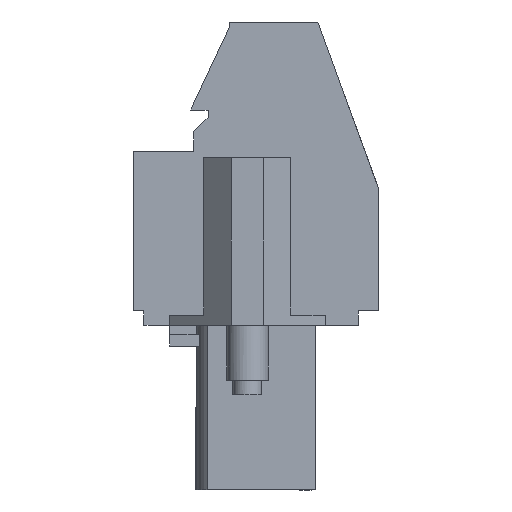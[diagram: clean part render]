
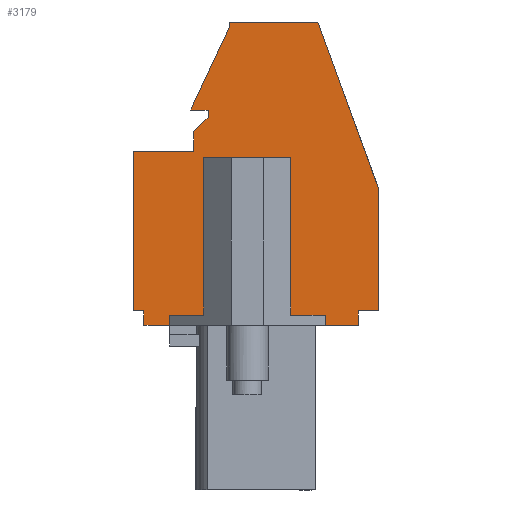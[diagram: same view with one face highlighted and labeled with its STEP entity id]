
A CAD part, left-side view. The second image highlights one B-rep face of the part: STEP entity #3179.
In plain terms, the highlighted planar face has unit normal (-1, 0, 0).
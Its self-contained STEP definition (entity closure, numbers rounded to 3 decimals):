
#1239=AXIS2_PLACEMENT_3D('Plane Axis2P3D',#1236,#1237,#1238) ;
#107=CARTESIAN_POINT('Line Origine',(3.47,1.782,7.95)) ;
#111=CARTESIAN_POINT('Vertex',(3.47,2.58,7.95)) ;
#113=CARTESIAN_POINT('Vertex',(3.47,0.983,7.95)) ;
#148=CARTESIAN_POINT('Vertex',(3.47,10.08,7.95)) ;
#151=CARTESIAN_POINT('Line Origine',(3.47,10.705,7.95)) ;
#155=CARTESIAN_POINT('Vertex',(3.47,11.33,7.95)) ;
#1236=CARTESIAN_POINT('Axis2P3D Location',(3.47,0.,0.)) ;
#3035=CARTESIAN_POINT('Line Origine',(3.47,0.983,8.3)) ;
#3039=CARTESIAN_POINT('Vertex',(3.47,0.983,8.65)) ;
#3042=CARTESIAN_POINT('Line Origine',(3.47,0.492,8.65)) ;
#3046=CARTESIAN_POINT('Vertex',(3.47,0.,8.65)) ;
#3049=CARTESIAN_POINT('Line Origine',(3.47,0.,11.611)) ;
#3053=CARTESIAN_POINT('Vertex',(3.47,0.,14.572)) ;
#3056=CARTESIAN_POINT('Line Origine',(3.47,1.461,18.586)) ;
#3060=CARTESIAN_POINT('Vertex',(3.47,2.922,22.6)) ;
#3063=CARTESIAN_POINT('Line Origine',(3.47,5.052,22.6)) ;
#3067=CARTESIAN_POINT('Vertex',(3.47,7.181,22.6)) ;
#3070=CARTESIAN_POINT('Line Origine',(3.47,7.181,22.5)) ;
#3074=CARTESIAN_POINT('Vertex',(3.47,7.181,22.4)) ;
#3077=CARTESIAN_POINT('Line Origine',(3.47,8.126,20.375)) ;
#3081=CARTESIAN_POINT('Vertex',(3.47,9.07,18.35)) ;
#3084=CARTESIAN_POINT('Line Origine',(3.47,8.65,18.35)) ;
#3088=CARTESIAN_POINT('Vertex',(3.47,8.23,18.35)) ;
#3091=CARTESIAN_POINT('Line Origine',(3.47,8.23,18.175)) ;
#3095=CARTESIAN_POINT('Vertex',(3.47,8.23,18.)) ;
#3098=CARTESIAN_POINT('Line Origine',(3.47,8.58,17.65)) ;
#3102=CARTESIAN_POINT('Vertex',(3.47,8.93,17.3)) ;
#3105=CARTESIAN_POINT('Line Origine',(3.47,8.93,16.825)) ;
#3109=CARTESIAN_POINT('Vertex',(3.47,8.93,16.35)) ;
#3112=CARTESIAN_POINT('Line Origine',(3.47,10.38,16.35)) ;
#3116=CARTESIAN_POINT('Vertex',(3.47,11.83,16.35)) ;
#3119=CARTESIAN_POINT('Line Origine',(3.47,11.83,12.5)) ;
#3123=CARTESIAN_POINT('Vertex',(3.47,11.83,8.65)) ;
#3126=CARTESIAN_POINT('Line Origine',(3.47,11.58,8.65)) ;
#3130=CARTESIAN_POINT('Vertex',(3.47,11.33,8.65)) ;
#3133=CARTESIAN_POINT('Line Origine',(3.47,11.33,8.3)) ;
#3138=CARTESIAN_POINT('Line Origine',(3.47,10.08,8.2)) ;
#3142=CARTESIAN_POINT('Vertex',(3.47,10.08,8.45)) ;
#3145=CARTESIAN_POINT('Line Origine',(3.47,6.33,8.45)) ;
#3149=CARTESIAN_POINT('Vertex',(3.47,2.58,8.45)) ;
#3152=CARTESIAN_POINT('Line Origine',(3.47,2.58,8.2)) ;
#108=DIRECTION('Vector Direction',(0.,-1.,0.)) ;
#152=DIRECTION('Vector Direction',(0.,-1.,0.)) ;
#1237=DIRECTION('Axis2P3D Direction',(-1.,0.,0.)) ;
#1238=DIRECTION('Axis2P3D XDirection',(0.,0.,1.)) ;
#3036=DIRECTION('Vector Direction',(0.,0.,1.)) ;
#3043=DIRECTION('Vector Direction',(0.,-1.,0.)) ;
#3050=DIRECTION('Vector Direction',(0.,0.,1.)) ;
#3057=DIRECTION('Vector Direction',(0.,-0.342,-0.94)) ;
#3064=DIRECTION('Vector Direction',(0.,-1.,0.)) ;
#3071=DIRECTION('Vector Direction',(0.,0.,1.)) ;
#3078=DIRECTION('Vector Direction',(0.,-0.423,0.906)) ;
#3085=DIRECTION('Vector Direction',(0.,1.,0.)) ;
#3092=DIRECTION('Vector Direction',(0.,0.,1.)) ;
#3099=DIRECTION('Vector Direction',(0.,-0.707,0.707)) ;
#3106=DIRECTION('Vector Direction',(0.,0.,1.)) ;
#3113=DIRECTION('Vector Direction',(0.,-1.,0.)) ;
#3120=DIRECTION('Vector Direction',(0.,0.,1.)) ;
#3127=DIRECTION('Vector Direction',(0.,1.,0.)) ;
#3134=DIRECTION('Vector Direction',(0.,0.,-1.)) ;
#3139=DIRECTION('Vector Direction',(0.,0.,1.)) ;
#3146=DIRECTION('Vector Direction',(0.,1.,0.)) ;
#3153=DIRECTION('Vector Direction',(0.,0.,1.)) ;
#109=VECTOR('Line Direction',#108,1.) ;
#153=VECTOR('Line Direction',#152,1.) ;
#3037=VECTOR('Line Direction',#3036,1.) ;
#3044=VECTOR('Line Direction',#3043,1.) ;
#3051=VECTOR('Line Direction',#3050,1.) ;
#3058=VECTOR('Line Direction',#3057,1.) ;
#3065=VECTOR('Line Direction',#3064,1.) ;
#3072=VECTOR('Line Direction',#3071,1.) ;
#3079=VECTOR('Line Direction',#3078,1.) ;
#3086=VECTOR('Line Direction',#3085,1.) ;
#3093=VECTOR('Line Direction',#3092,1.) ;
#3100=VECTOR('Line Direction',#3099,1.) ;
#3107=VECTOR('Line Direction',#3106,1.) ;
#3114=VECTOR('Line Direction',#3113,1.) ;
#3121=VECTOR('Line Direction',#3120,1.) ;
#3128=VECTOR('Line Direction',#3127,1.) ;
#3135=VECTOR('Line Direction',#3134,1.) ;
#3140=VECTOR('Line Direction',#3139,1.) ;
#3147=VECTOR('Line Direction',#3146,1.) ;
#3154=VECTOR('Line Direction',#3153,1.) ;
#3158=ORIENTED_EDGE('',*,*,#115,.T.) ;
#3159=ORIENTED_EDGE('',*,*,#3041,.T.) ;
#3160=ORIENTED_EDGE('',*,*,#3048,.T.) ;
#3161=ORIENTED_EDGE('',*,*,#3055,.T.) ;
#3162=ORIENTED_EDGE('',*,*,#3062,.T.) ;
#3163=ORIENTED_EDGE('',*,*,#3069,.T.) ;
#3164=ORIENTED_EDGE('',*,*,#3076,.T.) ;
#3165=ORIENTED_EDGE('',*,*,#3083,.T.) ;
#3166=ORIENTED_EDGE('',*,*,#3090,.T.) ;
#3167=ORIENTED_EDGE('',*,*,#3097,.T.) ;
#3168=ORIENTED_EDGE('',*,*,#3104,.T.) ;
#3169=ORIENTED_EDGE('',*,*,#3111,.T.) ;
#3170=ORIENTED_EDGE('',*,*,#3118,.T.) ;
#3171=ORIENTED_EDGE('',*,*,#3125,.T.) ;
#3172=ORIENTED_EDGE('',*,*,#3132,.T.) ;
#3173=ORIENTED_EDGE('',*,*,#3137,.T.) ;
#3174=ORIENTED_EDGE('',*,*,#157,.T.) ;
#3175=ORIENTED_EDGE('',*,*,#3144,.T.) ;
#3176=ORIENTED_EDGE('',*,*,#3151,.F.) ;
#3177=ORIENTED_EDGE('',*,*,#3156,.F.) ;
#3179=ADVANCED_FACE('HOUSING',(#3178),#1240,.T.) ;
#115=EDGE_CURVE('',#112,#114,#110,.T.) ;
#157=EDGE_CURVE('',#156,#149,#154,.T.) ;
#3041=EDGE_CURVE('',#114,#3040,#3038,.T.) ;
#3048=EDGE_CURVE('',#3040,#3047,#3045,.T.) ;
#3055=EDGE_CURVE('',#3047,#3054,#3052,.T.) ;
#3062=EDGE_CURVE('',#3054,#3061,#3059,.F.) ;
#3069=EDGE_CURVE('',#3061,#3068,#3066,.F.) ;
#3076=EDGE_CURVE('',#3068,#3075,#3073,.F.) ;
#3083=EDGE_CURVE('',#3075,#3082,#3080,.F.) ;
#3090=EDGE_CURVE('',#3082,#3089,#3087,.F.) ;
#3097=EDGE_CURVE('',#3089,#3096,#3094,.F.) ;
#3104=EDGE_CURVE('',#3096,#3103,#3101,.F.) ;
#3111=EDGE_CURVE('',#3103,#3110,#3108,.F.) ;
#3118=EDGE_CURVE('',#3110,#3117,#3115,.F.) ;
#3125=EDGE_CURVE('',#3117,#3124,#3122,.F.) ;
#3132=EDGE_CURVE('',#3124,#3131,#3129,.F.) ;
#3137=EDGE_CURVE('',#3131,#156,#3136,.T.) ;
#3144=EDGE_CURVE('',#149,#3143,#3141,.T.) ;
#3151=EDGE_CURVE('',#3150,#3143,#3148,.T.) ;
#3156=EDGE_CURVE('',#112,#3150,#3155,.T.) ;
#3157=EDGE_LOOP('',(#3158,#3159,#3160,#3161,#3162,#3163,#3164,#3165,#3166,#3167,#3168,#3169,#3170,#3171,#3172,#3173,#3174,#3175,#3176,#3177)) ;
#3178=FACE_OUTER_BOUND('',#3157,.T.) ;
#110=LINE('Line',#107,#109) ;
#154=LINE('Line',#151,#153) ;
#3038=LINE('Line',#3035,#3037) ;
#3045=LINE('Line',#3042,#3044) ;
#3052=LINE('Line',#3049,#3051) ;
#3059=LINE('Line',#3056,#3058) ;
#3066=LINE('Line',#3063,#3065) ;
#3073=LINE('Line',#3070,#3072) ;
#3080=LINE('Line',#3077,#3079) ;
#3087=LINE('Line',#3084,#3086) ;
#3094=LINE('Line',#3091,#3093) ;
#3101=LINE('Line',#3098,#3100) ;
#3108=LINE('Line',#3105,#3107) ;
#3115=LINE('Line',#3112,#3114) ;
#3122=LINE('Line',#3119,#3121) ;
#3129=LINE('Line',#3126,#3128) ;
#3136=LINE('Line',#3133,#3135) ;
#3141=LINE('Line',#3138,#3140) ;
#3148=LINE('Line',#3145,#3147) ;
#3155=LINE('Line',#3152,#3154) ;
#1240=PLANE('',#1239) ;
#112=VERTEX_POINT('',#111) ;
#114=VERTEX_POINT('',#113) ;
#149=VERTEX_POINT('',#148) ;
#156=VERTEX_POINT('',#155) ;
#3040=VERTEX_POINT('',#3039) ;
#3047=VERTEX_POINT('',#3046) ;
#3054=VERTEX_POINT('',#3053) ;
#3061=VERTEX_POINT('',#3060) ;
#3068=VERTEX_POINT('',#3067) ;
#3075=VERTEX_POINT('',#3074) ;
#3082=VERTEX_POINT('',#3081) ;
#3089=VERTEX_POINT('',#3088) ;
#3096=VERTEX_POINT('',#3095) ;
#3103=VERTEX_POINT('',#3102) ;
#3110=VERTEX_POINT('',#3109) ;
#3117=VERTEX_POINT('',#3116) ;
#3124=VERTEX_POINT('',#3123) ;
#3131=VERTEX_POINT('',#3130) ;
#3143=VERTEX_POINT('',#3142) ;
#3150=VERTEX_POINT('',#3149) ;
